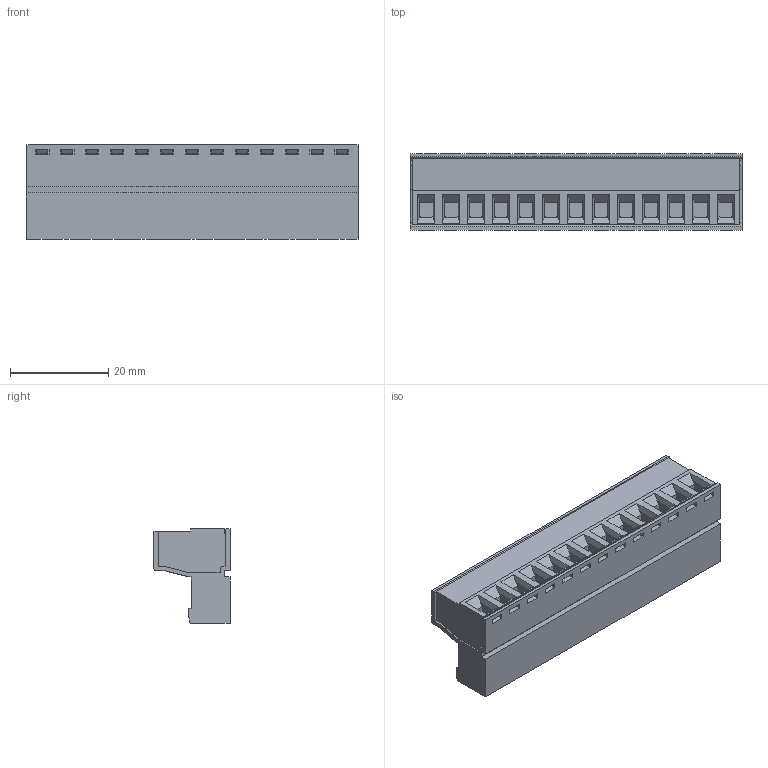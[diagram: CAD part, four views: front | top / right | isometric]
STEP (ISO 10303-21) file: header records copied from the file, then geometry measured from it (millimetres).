
FILE_DESCRIPTION(('STEP AP214'),'1');
FILE_NAME('SF13-5,08-P.stp','2021-04-01T15:36:18',(' '),(' '),'Spatial InterOp 3D',' ',' ');
FILE_SCHEMA(('automotive_design'));
Length unit declared in the file: metre
Products named in the file (1): 1
Bounding box: 67.54 x 15.5 x 19.2 mm (x, y, z)
Volume: 10604.6 mm3; surface area: 8701.1 mm2
Topology: 1 solids, 1 shells, 825 faces, 2248 edges, 1441 vertices
Faces by surface type: plane 694, cylinder 91, cone 39, extrusion 1
Full cylindrical faces by diameter (mm): 2.5 x13, 3.8 x13, 4 x13
Entity records: 31691 total; most frequent: CARTESIAN_POINT 4468, ORIENTED_EDGE 4288, DIRECTION 4014, EDGE_CURVE 2144, VECTOR 1870, LINE 1869, VERTEX_POINT 1402, AXIS2_PLACEMENT_3D 1072
